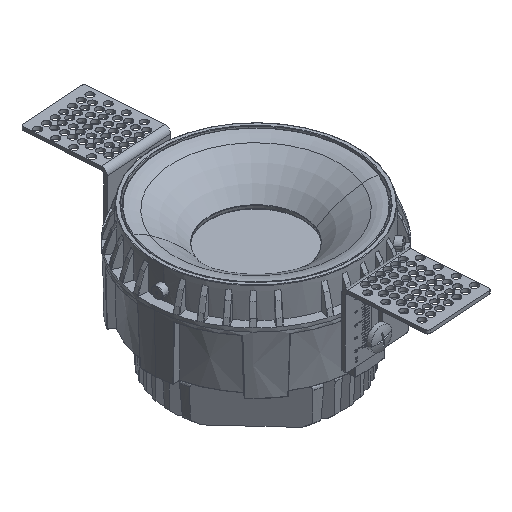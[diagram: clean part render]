
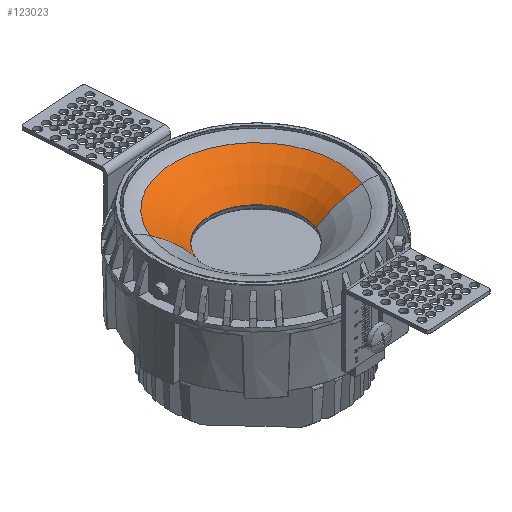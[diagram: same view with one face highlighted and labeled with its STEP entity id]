
A CAD part, isometric view. The second image highlights one B-rep face of the part: STEP entity #123023.
In plain terms, the highlighted toroidal (fillet/blend) face has major radius 58.54 mm and minor radius 48.416 mm.
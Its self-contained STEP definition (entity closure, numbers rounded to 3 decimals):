
#3250 = CARTESIAN_POINT ( 'NONE',  ( 0., 1.802, 36.537 ) ) ;
#14863 = EDGE_CURVE ( 'NONE', #206605, #249759, #264229, .T. ) ;
#18082 = DIRECTION ( 'NONE',  ( 0., 0., 1. ) ) ;
#40075 = CARTESIAN_POINT ( 'NONE',  ( 0., 14.684, 0. ) ) ;
#43884 = DIRECTION ( 'NONE',  ( 0., -1., 0. ) ) ;
#60565 = DIRECTION ( 'NONE',  ( 0., 0., 1. ) ) ;
#62255 = TOROIDAL_SURFACE ( 'NONE', #86596, 58.54, 48.416 ) ;
#62598 = ORIENTED_EDGE ( 'NONE', *, *, #14863, .T. ) ;
#63057 = CIRCLE ( 'NONE', #97285, 20.734 ) ;
#65366 = VERTEX_POINT ( 'NONE', #220746 ) ;
#75477 = ORIENTED_EDGE ( 'NONE', *, *, #122150, .F. ) ;
#85568 = EDGE_CURVE ( 'NONE', #249759, #65366, #138494, .T. ) ;
#86596 = AXIS2_PLACEMENT_3D ( 'NONE', #92840, #174653, #195111 ) ;
#87904 = CARTESIAN_POINT ( 'NONE',  ( 0., 14.684, 20.734 ) ) ;
#91622 = AXIS2_PLACEMENT_3D ( 'NONE', #240936, #119012, #261388 ) ;
#92840 = CARTESIAN_POINT ( 'NONE',  ( 0., 44.93, 0. ) ) ;
#97285 = AXIS2_PLACEMENT_3D ( 'NONE', #40075, #182400, #60565 ) ;
#116641 = ORIENTED_EDGE ( 'NONE', *, *, #85568, .T. ) ;
#119012 = DIRECTION ( 'NONE',  ( 1., 0., 0. ) ) ;
#122150 = EDGE_CURVE ( 'NONE', #144684, #65366, #180127, .T. ) ;
#123023 = ADVANCED_FACE ( 'NONE', ( #211854 ), #62255, .T. ) ;
#138494 = CIRCLE ( 'NONE', #146965, 36.537 ) ;
#140024 = DIRECTION ( 'NONE',  ( -1., 0., 0. ) ) ;
#144684 = VERTEX_POINT ( 'NONE', #166886 ) ;
#146965 = AXIS2_PLACEMENT_3D ( 'NONE', #165764, #43884, #186202 ) ;
#161423 = AXIS2_PLACEMENT_3D ( 'NONE', #261983, #140024, #18082 ) ;
#165764 = CARTESIAN_POINT ( 'NONE',  ( 0., 1.802, 0. ) ) ;
#166886 = CARTESIAN_POINT ( 'NONE',  ( 0., 14.684, -20.734 ) ) ;
#174653 = DIRECTION ( 'NONE',  ( 0., 1., 0. ) ) ;
#180127 = CIRCLE ( 'NONE', #91622, 48.416 ) ;
#182400 = DIRECTION ( 'NONE',  ( 0., 1., 0. ) ) ;
#186202 = DIRECTION ( 'NONE',  ( 0., 0., 1. ) ) ;
#195111 = DIRECTION ( 'NONE',  ( 0., 0., 1. ) ) ;
#206605 = VERTEX_POINT ( 'NONE', #87904 ) ;
#208534 = EDGE_LOOP ( 'NONE', ( #75477, #245166, #62598, #116641 ) ) ;
#211854 = FACE_OUTER_BOUND ( 'NONE', #208534, .T. ) ;
#220746 = CARTESIAN_POINT ( 'NONE',  ( 0., 1.802, -36.537 ) ) ;
#240936 = CARTESIAN_POINT ( 'NONE',  ( 0., 44.93, -58.54 ) ) ;
#241846 = EDGE_CURVE ( 'NONE', #144684, #206605, #63057, .T. ) ;
#245166 = ORIENTED_EDGE ( 'NONE', *, *, #241846, .T. ) ;
#249759 = VERTEX_POINT ( 'NONE', #3250 ) ;
#261388 = DIRECTION ( 'NONE',  ( 0., 0., -1. ) ) ;
#261983 = CARTESIAN_POINT ( 'NONE',  ( 0., 44.93, 58.54 ) ) ;
#264229 = CIRCLE ( 'NONE', #161423, 48.416 ) ;
